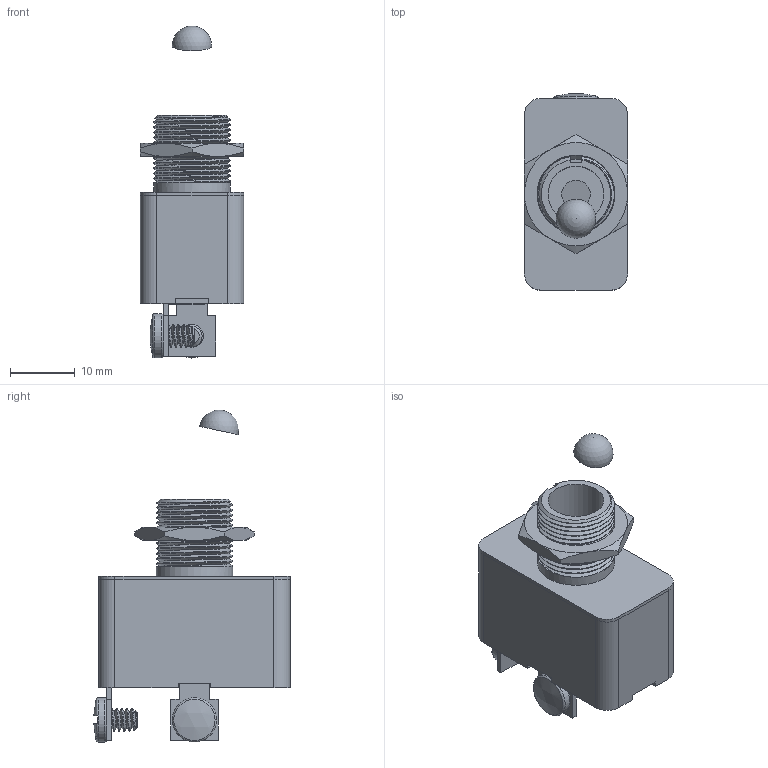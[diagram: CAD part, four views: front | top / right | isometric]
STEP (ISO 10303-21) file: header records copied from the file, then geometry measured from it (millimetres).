
FILE_DESCRIPTION(/* description */ ('Toggle Switch','CAx-IF Rec.Pracs.---Representation and Presentation of Product Manufacturing Information (PMI)---4.0---2014-10-13'),/* implementation_level */ '2;1');
FILE_NAME(/* name */ 'Toggle Switch v1.step',/* time_stamp */ '2025-03-05T20:35:04+05:30',/* author */ (''),/* organization */ (''),/* preprocessor_version */ 'ST-DEVELOPER v20',/* originating_system */ 'Autodesk Translation Framework v13.20.0.188',/* authorisation */ '');
FILE_SCHEMA (('AP242_MANAGED_MODEL_BASED_3D_ENGINEERING_MIM_LF { 1 0 10303 442 1 1 4 }'));
Length unit declared in the file: inch
Products named in the file (1): 7343K186
Bounding box: 16 x 30.47 x 51.46 mm (x, y, z)
Volume: 9514.2 mm3; surface area: 5971.5 mm2
Topology: 8 solids, 8 shells, 199 faces, 525 edges, 345 vertices
Faces by surface type: plane 70, cylinder 69, bspline 31, cone 21, sphere 4, torus 4
Full cylindrical faces by diameter (mm): 2.474 x12, 3.505 x12, 6.858 x2, 8.636 x1, 10.875 x1, 11.906 x1
Entity records: 21749 total; most frequent: CARTESIAN_POINT 17343, ORIENTED_EDGE 1048, DIRECTION 746, EDGE_CURVE 524, VERTEX_POINT 345, AXIS2_PLACEMENT_3D 256, LINE 234, VECTOR 234
